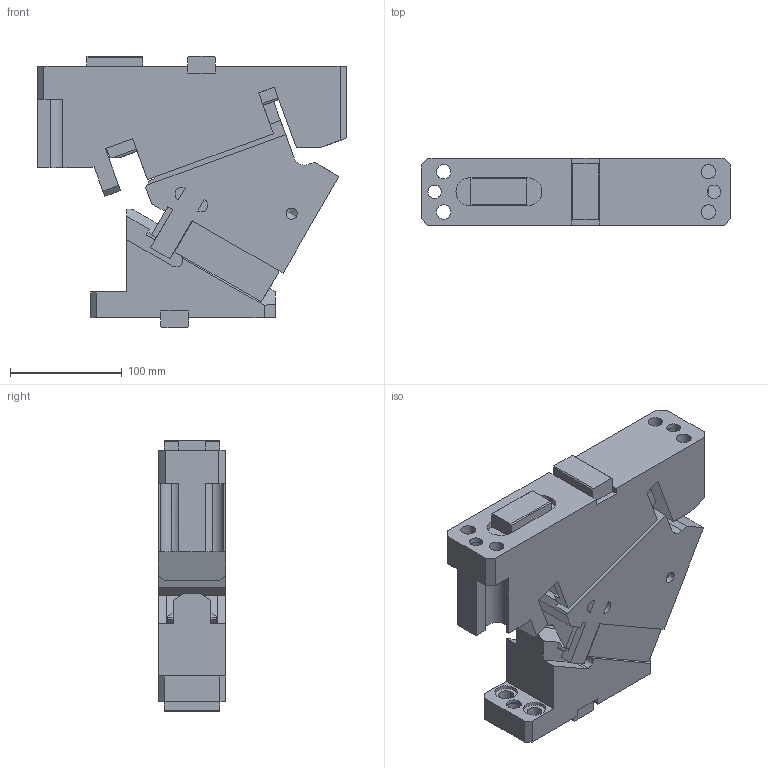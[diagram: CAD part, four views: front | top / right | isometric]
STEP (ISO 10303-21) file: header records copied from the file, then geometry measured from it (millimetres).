
FILE_DESCRIPTION(('CATIA V5 STEP Exchange'),'2;1');
FILE_NAME('CACV_60_30.stp','2015-04-24T14:08:46+00:00',('none'),('none'),'CATIA Version 5 Release 19 SP 2 (IN-10)','CATIA V5 STEP AP203','none');
FILE_SCHEMA(('CONFIG_CONTROL_DESIGN'));
Length unit declared in the file: millimetre
Products named in the file (1): CACV_60_30
Bounding box: 277 x 60 x 243 mm (x, y, z)
Volume: 2435352.4 mm3; surface area: 271076.9 mm2
Topology: 3 solids, 4 shells, 331 faces, 912 edges, 601 vertices
Faces by surface type: plane 227, cylinder 98, cone 6
Entity records: 11053 total; most frequent: CARTESIAN_POINT 2852, ORIENTED_EDGE 1812, DIRECTION 1424, EDGE_CURVE 906, VECTOR 692, LINE 692, VERTEX_POINT 601, AXIS2_PLACEMENT_3D 439
